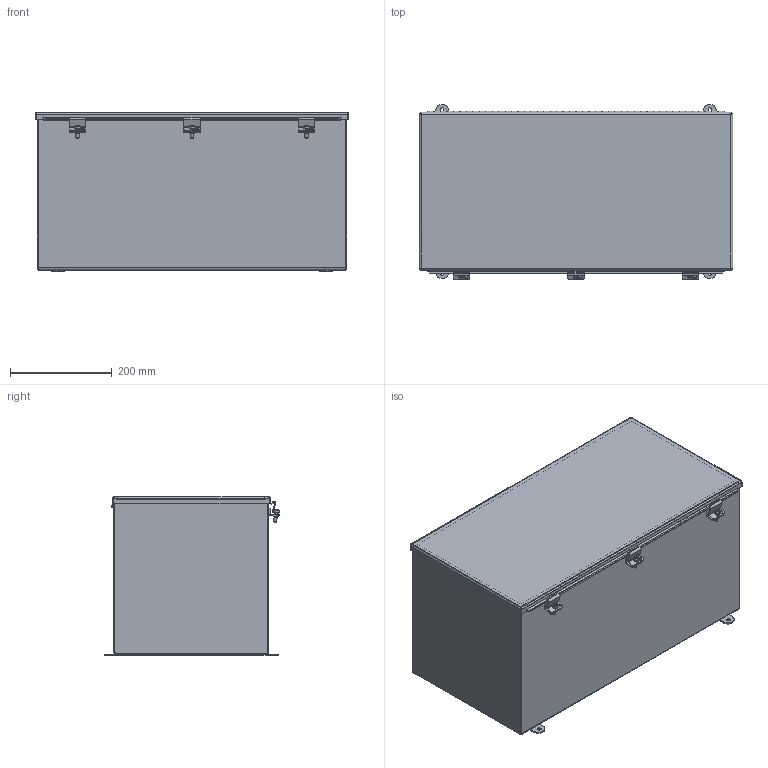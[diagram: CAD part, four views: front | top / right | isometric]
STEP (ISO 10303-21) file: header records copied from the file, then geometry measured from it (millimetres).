
FILE_DESCRIPTION(/* description */ ('NEMA 4X/IP 66 TROUGH, 304 SS, CH, 12x12x24'),/* implementation_level */ '2;1');
FILE_NAME(/* name */ 'T121224CHSS.stp',/* time_stamp */ '2018-05-07T05:59:00-05:00',/* author */ ('mraetz'),/* organization */ (''),/* preprocessor_version */ 'ST-DEVELOPER v17',/* originating_system */ 'Autodesk Inventor 2018',/* authorisation */ '');
FILE_SCHEMA (('AUTOMOTIVE_DESIGN { 1 0 10303 214 3 1 1 }'));
Length unit declared in the file: inch
Products named in the file (13): T121224CHSS; T121224CHSSBKPBKP; T1212CHSSLRS; T121224CHSSLID; 32828; 32828_1; 32828_2; 32828_3; T121224CHSSFIP; C2001; C2002; 372134; T1212CHSSMTG
Assembly tree (20 placements, depth 3):
  T121224CHSS
    T121224CHSSBKPBKP
    T1212CHSSLRS  x2
    T121224CHSSLID
    32828
      32828_1
      32828_2
      32828_3
    T121224CHSSFIP
    C2001  x3
    C2002  x3
    372134  x3
    T1212CHSSMTG  x2
Bounding box: 617.54 x 345.4 x 312.97 mm (x, y, z)
Volume: 2009298.1 mm3; surface area: 2111560 mm2
Topology: 19 solids, 19 shells, 615 faces, 1610 edges, 1046 vertices
Faces by surface type: plane 379, cylinder 197, torus 16, bspline 14, sphere 6, cone 3
Full cylindrical faces by diameter (mm): 2.54 x1, 2.794 x12, 2.957 x46, 4.978 x3, 6.35 x3, 7.144 x4, 8.738 x3, 10.402 x3
Entity records: 15465 total; most frequent: CARTESIAN_POINT 2811, DIRECTION 2462, ORIENTED_EDGE 2404, EDGE_CURVE 1202, LINE 852, VECTOR 852, AXIS2_PLACEMENT_3D 805, VERTEX_POINT 774
